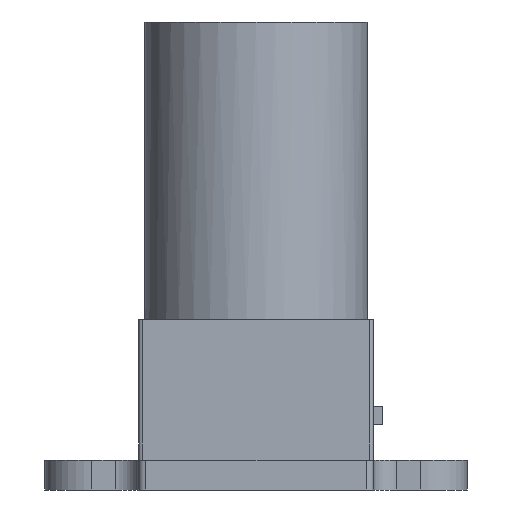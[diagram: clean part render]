
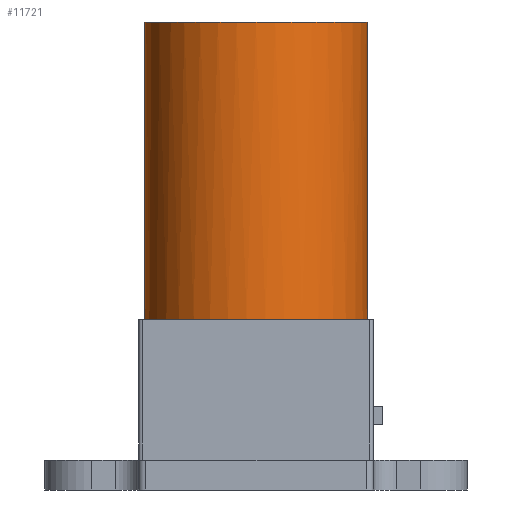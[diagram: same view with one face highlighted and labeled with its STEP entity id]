
A CAD part, left-side view. The second image highlights one B-rep face of the part: STEP entity #11721.
In plain terms, the highlighted cylindrical face has radius 9.5 mm (diameter 19 mm), a full revolution.
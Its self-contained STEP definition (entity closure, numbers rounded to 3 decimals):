
#6745 = EDGE_CURVE('',#6746,#6748,#6750,.T.);
#6746 = VERTEX_POINT('',#6747);
#6747 = CARTESIAN_POINT('',(-6.257,5.966,14.55));
#6748 = VERTEX_POINT('',#6749);
#6749 = CARTESIAN_POINT('',(-6.257,-5.966,14.55));
#6750 = CIRCLE('',#6751,9.5);
#6751 = AXIS2_PLACEMENT_3D('',#6752,#6753,#6754);
#6752 = CARTESIAN_POINT('',(-13.65,0.,14.55));
#6753 = DIRECTION('',(0.,0.,1.));
#6754 = DIRECTION('',(1.,0.,0.));
#11721 = ADVANCED_FACE('',(#11722),#11791,.T.);
#11722 = FACE_BOUND('',#11723,.T.);
#11723 = EDGE_LOOP('',(#11724,#11725,#11733,#11742,#11751,#11759,#11766,
    #11767,#11776,#11785));
#11724 = ORIENTED_EDGE('',*,*,#6745,.T.);
#11725 = ORIENTED_EDGE('',*,*,#11726,.T.);
#11726 = EDGE_CURVE('',#6748,#11727,#11729,.T.);
#11727 = VERTEX_POINT('',#11728);
#11728 = CARTESIAN_POINT('',(-6.257,-5.966,36.65));
#11729 = LINE('',#11730,#11731);
#11730 = CARTESIAN_POINT('',(-6.257,-5.966,14.55));
#11731 = VECTOR('',#11732,1.);
#11732 = DIRECTION('',(0.,0.,1.));
#11733 = ORIENTED_EDGE('',*,*,#11734,.F.);
#11734 = EDGE_CURVE('',#11735,#11727,#11737,.T.);
#11735 = VERTEX_POINT('',#11736);
#11736 = CARTESIAN_POINT('',(-5.481,-4.85,36.65));
#11737 = CIRCLE('',#11738,9.5);
#11738 = AXIS2_PLACEMENT_3D('',#11739,#11740,#11741);
#11739 = CARTESIAN_POINT('',(-13.65,0.,36.65));
#11740 = DIRECTION('',(-0.,-0.,-1.));
#11741 = DIRECTION('',(0.,-1.,0.));
#11742 = ORIENTED_EDGE('',*,*,#11743,.T.);
#11743 = EDGE_CURVE('',#11735,#11744,#11746,.T.);
#11744 = VERTEX_POINT('',#11745);
#11745 = CARTESIAN_POINT('',(-4.15,0.,36.65));
#11746 = CIRCLE('',#11747,9.5);
#11747 = AXIS2_PLACEMENT_3D('',#11748,#11749,#11750);
#11748 = CARTESIAN_POINT('',(-13.65,0.,36.65));
#11749 = DIRECTION('',(0.,0.,1.));
#11750 = DIRECTION('',(1.,0.,0.));
#11751 = ORIENTED_EDGE('',*,*,#11752,.T.);
#11752 = EDGE_CURVE('',#11744,#11753,#11755,.T.);
#11753 = VERTEX_POINT('',#11754);
#11754 = CARTESIAN_POINT('',(-4.15,0.,39.9));
#11755 = LINE('',#11756,#11757);
#11756 = CARTESIAN_POINT('',(-4.15,0.,14.55));
#11757 = VECTOR('',#11758,1.);
#11758 = DIRECTION('',(0.,0.,1.));
#11759 = ORIENTED_EDGE('',*,*,#11760,.F.);
#11760 = EDGE_CURVE('',#11753,#11753,#11761,.T.);
#11761 = CIRCLE('',#11762,9.5);
#11762 = AXIS2_PLACEMENT_3D('',#11763,#11764,#11765);
#11763 = CARTESIAN_POINT('',(-13.65,0.,39.9));
#11764 = DIRECTION('',(0.,0.,1.));
#11765 = DIRECTION('',(1.,0.,0.));
#11766 = ORIENTED_EDGE('',*,*,#11752,.F.);
#11767 = ORIENTED_EDGE('',*,*,#11768,.T.);
#11768 = EDGE_CURVE('',#11744,#11769,#11771,.T.);
#11769 = VERTEX_POINT('',#11770);
#11770 = CARTESIAN_POINT('',(-5.481,4.85,36.65));
#11771 = CIRCLE('',#11772,9.5);
#11772 = AXIS2_PLACEMENT_3D('',#11773,#11774,#11775);
#11773 = CARTESIAN_POINT('',(-13.65,0.,36.65));
#11774 = DIRECTION('',(0.,0.,1.));
#11775 = DIRECTION('',(1.,0.,0.));
#11776 = ORIENTED_EDGE('',*,*,#11777,.T.);
#11777 = EDGE_CURVE('',#11769,#11778,#11780,.T.);
#11778 = VERTEX_POINT('',#11779);
#11779 = CARTESIAN_POINT('',(-6.257,5.966,36.65));
#11780 = CIRCLE('',#11781,9.5);
#11781 = AXIS2_PLACEMENT_3D('',#11782,#11783,#11784);
#11782 = CARTESIAN_POINT('',(-13.65,0.,36.65));
#11783 = DIRECTION('',(-0.,0.,1.));
#11784 = DIRECTION('',(0.,-1.,0.));
#11785 = ORIENTED_EDGE('',*,*,#11786,.F.);
#11786 = EDGE_CURVE('',#6746,#11778,#11787,.T.);
#11787 = LINE('',#11788,#11789);
#11788 = CARTESIAN_POINT('',(-6.257,5.966,14.55));
#11789 = VECTOR('',#11790,1.);
#11790 = DIRECTION('',(0.,0.,1.));
#11791 = CYLINDRICAL_SURFACE('',#11792,9.5);
#11792 = AXIS2_PLACEMENT_3D('',#11793,#11794,#11795);
#11793 = CARTESIAN_POINT('',(-13.65,0.,14.55));
#11794 = DIRECTION('',(0.,0.,1.));
#11795 = DIRECTION('',(1.,0.,0.));
